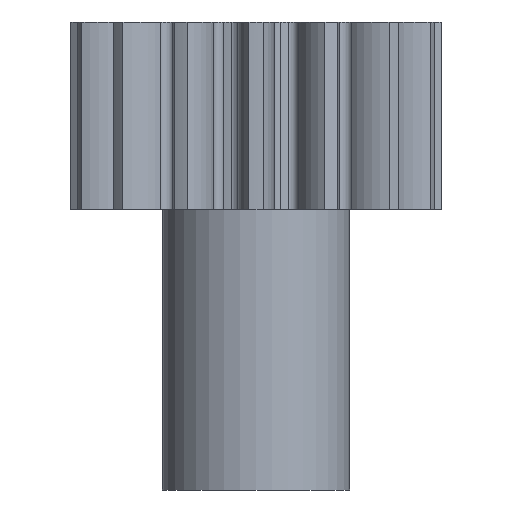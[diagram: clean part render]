
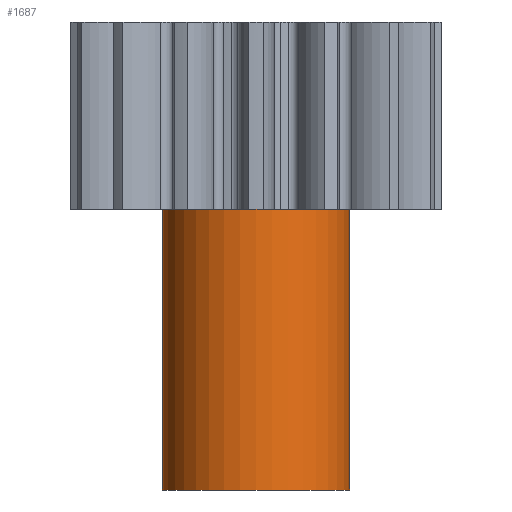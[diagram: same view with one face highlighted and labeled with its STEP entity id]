
A CAD part, front view. The second image highlights one B-rep face of the part: STEP entity #1687.
In plain terms, the highlighted cylindrical face has radius 3 mm (diameter 6 mm), a partial arc.
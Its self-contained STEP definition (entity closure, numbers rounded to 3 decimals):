
#65 = CARTESIAN_POINT ( 'NONE',  ( 0., 0., -9. ) ) ;
#71 = DIRECTION ( 'NONE',  ( 1., 0., 0. ) ) ;
#72 = DIRECTION ( 'NONE',  ( 0., 0., 1. ) ) ;
#81 = AXIS2_PLACEMENT_3D ( 'NONE', #65, #72, #71 ) ;
#82 = CIRCLE ( 'NONE', #81, 3. ) ;
#233 = AXIS2_PLACEMENT_3D ( 'NONE', #246, #245, #251 ) ;
#239 = FACE_OUTER_BOUND ( 'NONE', #1628, .T. ) ;
#245 = DIRECTION ( 'NONE',  ( 0., 0., 1. ) ) ;
#246 = CARTESIAN_POINT ( 'NONE',  ( 0., 0., -9. ) ) ;
#251 = DIRECTION ( 'NONE',  ( 1., 0., 0. ) ) ;
#307 = CYLINDRICAL_SURFACE ( 'NONE', #233, 3. ) ;
#662 = EDGE_CURVE ( 'NONE', #1166, #1140, #2402, .T. ) ;
#1075 = VERTEX_POINT ( 'NONE', #3153 ) ;
#1140 = VERTEX_POINT ( 'NONE', #3373 ) ;
#1166 = VERTEX_POINT ( 'NONE', #3408 ) ;
#1171 = EDGE_CURVE ( 'NONE', #1183, #1166, #3398, .T. ) ;
#1183 = VERTEX_POINT ( 'NONE', #3336 ) ;
#1184 = EDGE_CURVE ( 'NONE', #1075, #1140, #3437, .T. ) ;
#1627 = ORIENTED_EDGE ( 'NONE', *, *, #1171, .F. ) ;
#1628 = EDGE_LOOP ( 'NONE', ( #1627, #1848, #1851, #1656 ) ) ;
#1656 = ORIENTED_EDGE ( 'NONE', *, *, #662, .F. ) ;
#1687 = ADVANCED_FACE ( 'NONE', ( #239 ), #307, .T. ) ;
#1848 = ORIENTED_EDGE ( 'NONE', *, *, #1852, .T. ) ;
#1851 = ORIENTED_EDGE ( 'NONE', *, *, #1184, .T. ) ;
#1852 = EDGE_CURVE ( 'NONE', #1183, #1075, #82, .T. ) ;
#2350 = AXIS2_PLACEMENT_3D ( 'NONE', #2369, #2399, #2398 ) ;
#2369 = CARTESIAN_POINT ( 'NONE',  ( 0., 0., 0. ) ) ;
#2398 = DIRECTION ( 'NONE',  ( 1., 0., 0. ) ) ;
#2399 = DIRECTION ( 'NONE',  ( 0., 0., 1. ) ) ;
#2402 = CIRCLE ( 'NONE', #2350, 3. ) ;
#3153 = CARTESIAN_POINT ( 'NONE',  ( 3., 0., -9. ) ) ;
#3336 = CARTESIAN_POINT ( 'NONE',  ( -3., 0., -9. ) ) ;
#3373 = CARTESIAN_POINT ( 'NONE',  ( 3., 0., 0. ) ) ;
#3388 = DIRECTION ( 'NONE',  ( 0., 0., 1. ) ) ;
#3389 = VECTOR ( 'NONE', #3388, 1000. ) ;
#3390 = CARTESIAN_POINT ( 'NONE',  ( -3., 0., -9. ) ) ;
#3398 = LINE ( 'NONE', #3390, #3389 ) ;
#3408 = CARTESIAN_POINT ( 'NONE',  ( -3., 0., 0. ) ) ;
#3434 = DIRECTION ( 'NONE',  ( 0., 0., 1. ) ) ;
#3435 = VECTOR ( 'NONE', #3434, 1000. ) ;
#3436 = CARTESIAN_POINT ( 'NONE',  ( 3., 0., -9. ) ) ;
#3437 = LINE ( 'NONE', #3436, #3435 ) ;
